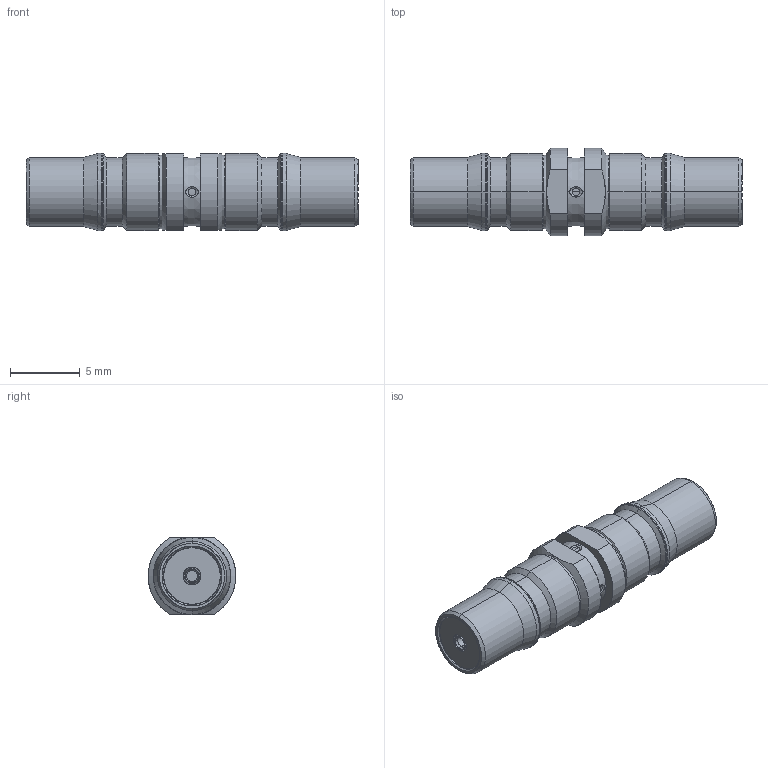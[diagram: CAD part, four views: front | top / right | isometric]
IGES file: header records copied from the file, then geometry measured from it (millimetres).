
Start section: SolidWorks IGES file using analytic representation for surfaces
Global section: file name: R123.705.000B.IGS; native system: SolidWorks 2006 by SolidWorks Corporation; preprocessor: SolidWorks 2006 by SolidWorks Corporation; author: gill_c; date: 080407.143519; units: millimetre
Bounding box: 23.8 x 6.3 x 5.57 mm (x, y, z)
Surface area: 550.1 mm2 (no closed solid volume)
Topology: 0 solids, 0 shells, 145 faces, 1440 edges, 1440 vertices
Faces by surface type: revolution 103, bspline 42
